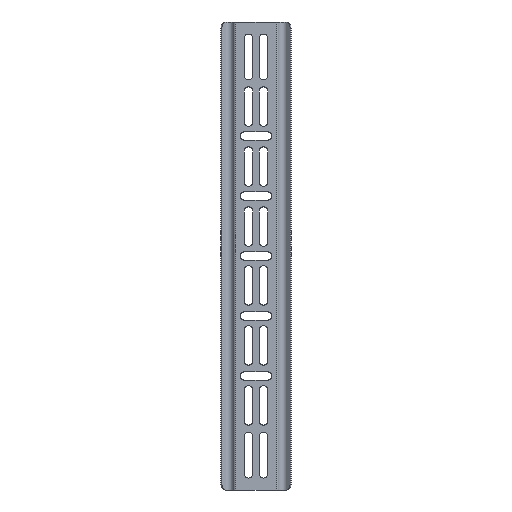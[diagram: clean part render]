
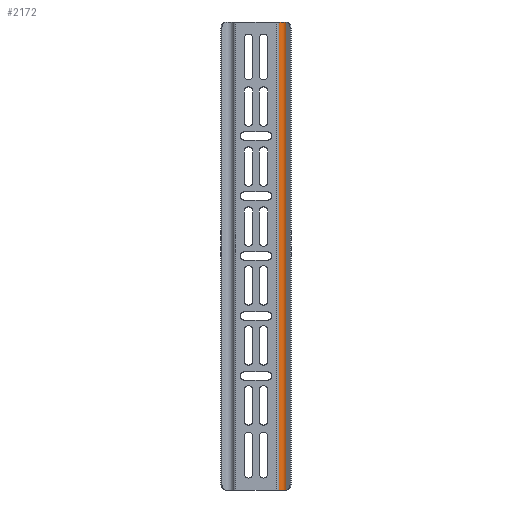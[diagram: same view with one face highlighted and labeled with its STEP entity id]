
A CAD part, front view. The second image highlights one B-rep face of the part: STEP entity #2172.
In plain terms, the highlighted cylindrical face has radius 4 mm (diameter 8 mm), a partial arc.
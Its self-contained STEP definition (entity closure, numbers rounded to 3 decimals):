
#119=B_SPLINE_CURVE_WITH_KNOTS('',3,(#3248,#3249,#3250,#3251),
 .UNSPECIFIED.,.F.,.F.,(4,4),(1.422,1.571),
 .UNSPECIFIED.);
#122=B_SPLINE_CURVE_WITH_KNOTS('',3,(#3283,#3284,#3285,#3286),
 .UNSPECIFIED.,.F.,.F.,(4,4),(6.283,6.432),
 .UNSPECIFIED.);
#136=FACE_OUTER_BOUND('',#254,.T.);
#254=EDGE_LOOP('',(#1493,#1494,#1495,#1496,#1497,#1498));
#415=CIRCLE('',#2316,4.);
#416=CIRCLE('',#2318,4.);
#527=LINE('',#3281,#735);
#528=LINE('',#3289,#736);
#735=VECTOR('',#2569,10.);
#736=VECTOR('',#2572,10.);
#940=VERTEX_POINT('',#3221);
#943=VERTEX_POINT('',#3244);
#945=VERTEX_POINT('',#3247);
#952=VERTEX_POINT('',#3277);
#953=VERTEX_POINT('',#3282);
#954=VERTEX_POINT('',#3287);
#1152=EDGE_CURVE('',#943,#945,#119,.T.);
#1163=EDGE_CURVE('',#952,#945,#415,.T.);
#1165=EDGE_CURVE('',#940,#943,#527,.T.);
#1166=EDGE_CURVE('',#953,#940,#122,.T.);
#1167=EDGE_CURVE('',#954,#953,#416,.T.);
#1168=EDGE_CURVE('',#954,#952,#528,.T.);
#1493=ORIENTED_EDGE('',*,*,#1152,.F.);
#1494=ORIENTED_EDGE('',*,*,#1165,.F.);
#1495=ORIENTED_EDGE('',*,*,#1166,.F.);
#1496=ORIENTED_EDGE('',*,*,#1167,.F.);
#1497=ORIENTED_EDGE('',*,*,#1168,.T.);
#1498=ORIENTED_EDGE('',*,*,#1163,.T.);
#2115=CYLINDRICAL_SURFACE('',#2317,4.);
#2172=ADVANCED_FACE('',(#136),#2115,.F.);
#2316=AXIS2_PLACEMENT_3D('',#3278,#2564,#2565);
#2317=AXIS2_PLACEMENT_3D('',#3280,#2567,#2568);
#2318=AXIS2_PLACEMENT_3D('',#3288,#2570,#2571);
#2564=DIRECTION('center_axis',(0.,0.,
-1.));
#2565=DIRECTION('ref_axis',(-0.943,0.333,0.));
#2567=DIRECTION('center_axis',(0.,0.,
-1.));
#2568=DIRECTION('ref_axis',(-0.943,0.333,0.));
#2569=DIRECTION('',(0.,0.,-1.));
#2570=DIRECTION('center_axis',(0.,0.,
-1.));
#2571=DIRECTION('ref_axis',(-0.943,0.333,0.));
#2572=DIRECTION('',(0.,0.,-1.));
#3221=CARTESIAN_POINT('',(25.395,2.916,389.945));
#3244=CARTESIAN_POINT('',(25.395,2.916,0.055));
#3247=CARTESIAN_POINT('',(24.859,3.339,0.));
#3248=CARTESIAN_POINT('Ctrl Pts',(25.395,2.916,0.055));
#3249=CARTESIAN_POINT('Ctrl Pts',(25.23,3.071,0.018));
#3250=CARTESIAN_POINT('Ctrl Pts',(25.05,3.213,0.));
#3251=CARTESIAN_POINT('Ctrl Pts',(24.859,3.339,0.));
#3277=CARTESIAN_POINT('',(18.886,1.333,0.));
#3278=CARTESIAN_POINT('Origin',(22.657,0.,
0.));
#3280=CARTESIAN_POINT('Origin',(22.657,0.,
195.));
#3281=CARTESIAN_POINT('',(25.395,2.916,195.));
#3282=CARTESIAN_POINT('',(24.859,3.339,390.));
#3283=CARTESIAN_POINT('Ctrl Pts',(24.859,3.339,390.));
#3284=CARTESIAN_POINT('Ctrl Pts',(25.05,3.213,390.));
#3285=CARTESIAN_POINT('Ctrl Pts',(25.23,3.071,389.982));
#3286=CARTESIAN_POINT('Ctrl Pts',(25.395,2.916,389.945));
#3287=CARTESIAN_POINT('',(18.886,1.333,390.));
#3288=CARTESIAN_POINT('Origin',(22.657,0.,
390.));
#3289=CARTESIAN_POINT('',(18.886,1.333,195.));
